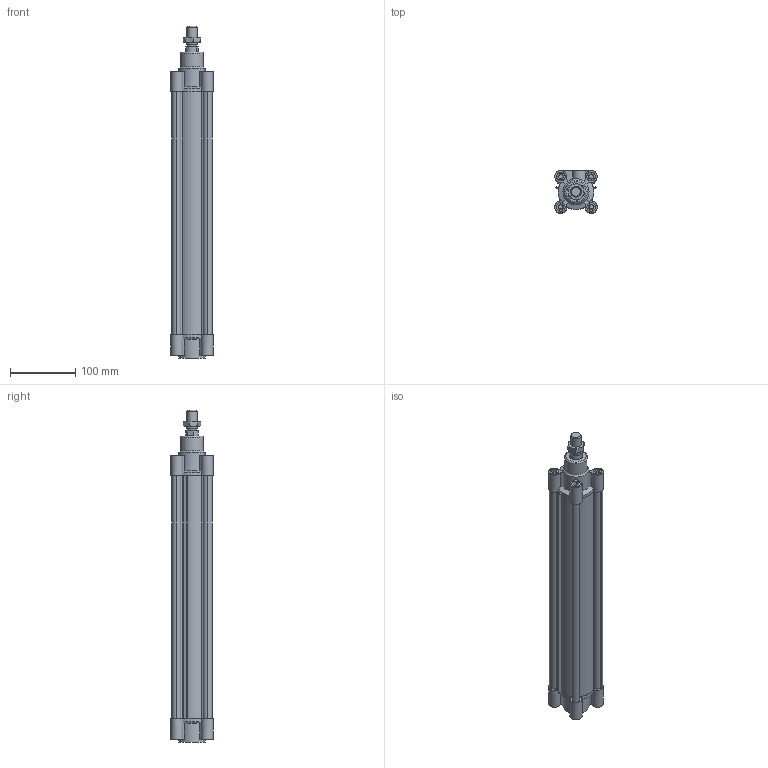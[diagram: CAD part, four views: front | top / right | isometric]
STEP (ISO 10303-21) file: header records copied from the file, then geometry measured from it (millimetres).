
FILE_DESCRIPTION( ( 'Unknown' ), '1' );
FILE_NAME( '1390.50.330.01.stp', 'Unknown', ( 'Unknown' ), ( 'Unknown' ), 'PSStep 17.0.49', 'Unknown', ' ' );
FILE_SCHEMA( ( 'AUTOMOTIVE_DESIGN { 1 0 10303 214 1 1 1 1 }' ) );
Length unit declared in the file: millimetre
Products named in the file (6): Assem1; CPL050_004-200; CPL050-001-01; 1320_50_18F; CPL_50_0200; CPL050-002-01
Assembly tree (5 placements, depth 2):
  Assem1
    CPL050_004-200
    CPL050-001-01
    1320_50_18F
    CPL_50_0200
    CPL050-002-01
Bounding box: 65 x 65 x 509 mm (x, y, z)
Volume: 696980.8 mm3; surface area: 319756.3 mm2
Topology: 5 solids, 5 shells, 314 faces, 771 edges, 507 vertices
Faces by surface type: plane 200, cylinder 89, cone 24, torus 1
Full cylindrical faces by diameter (mm): 6.75 x8, 7.4 x4, 10 x2, 11.6 x2, 13 x8, 13.5 x8, 14.5 x2, 16 x1, 19.5 x1, 20 x2, 35 x1, 40 x2, 50 x4
Entity records: 11674 total; most frequent: CARTESIAN_POINT 1762, DIRECTION 1520, ORIENTED_EDGE 1430, EDGE_CURVE 715, AXIS2_PLACEMENT_3D 537, VERTEX_POINT 503, LINE 446, VECTOR 446
